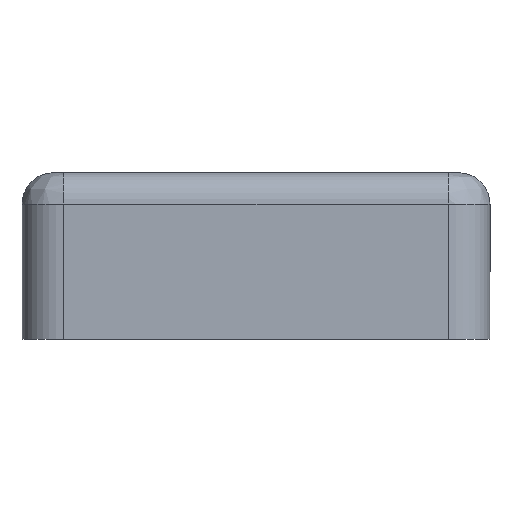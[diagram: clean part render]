
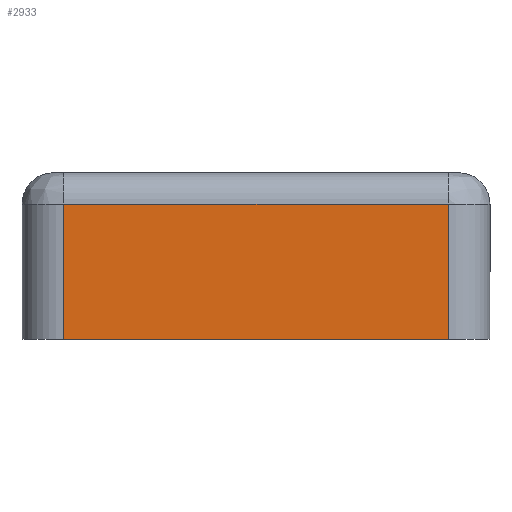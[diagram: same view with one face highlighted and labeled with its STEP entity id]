
A CAD part, left-side view. The second image highlights one B-rep face of the part: STEP entity #2933.
In plain terms, the highlighted planar face has unit normal (-1, 0, 0).
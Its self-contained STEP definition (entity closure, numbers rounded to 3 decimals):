
#286 = VERTEX_POINT ( 'NONE', #3393 ) ;
#486 = CARTESIAN_POINT ( 'NONE',  ( -45., 22.5, 16. ) ) ;
#1107 = ORIENTED_EDGE ( 'NONE', *, *, #3678, .F. ) ;
#1108 = VECTOR ( 'NONE', #6308, 1000. ) ;
#1177 = DIRECTION ( 'NONE',  ( 0., 0., -1. ) ) ;
#1674 = EDGE_LOOP ( 'NONE', ( #2081, #5072, #2661, #1107 ) ) ;
#1715 = VECTOR ( 'NONE', #7465, 1000. ) ;
#1822 = FACE_OUTER_BOUND ( 'NONE', #1674, .T. ) ;
#1854 = VECTOR ( 'NONE', #6330, 1000. ) ;
#2058 = LINE ( 'NONE', #2369, #1854 ) ;
#2081 = ORIENTED_EDGE ( 'NONE', *, *, #6393, .F. ) ;
#2157 = CARTESIAN_POINT ( 'NONE',  ( -45., 18.5, 16. ) ) ;
#2369 = CARTESIAN_POINT ( 'NONE',  ( -45., -22.5, 13. ) ) ;
#2379 = CARTESIAN_POINT ( 'NONE',  ( -45., -18.5, 16. ) ) ;
#2510 = VECTOR ( 'NONE', #4188, 1000. ) ;
#2661 = ORIENTED_EDGE ( 'NONE', *, *, #5533, .F. ) ;
#2863 = CARTESIAN_POINT ( 'NONE',  ( -45., 22.5, 0. ) ) ;
#2933 = ADVANCED_FACE ( 'NONE', ( #1822 ), #5774, .F. ) ;
#3393 = CARTESIAN_POINT ( 'NONE',  ( -45., 18.5, 0. ) ) ;
#3678 = EDGE_CURVE ( 'NONE', #8147, #3949, #6407, .T. ) ;
#3949 = VERTEX_POINT ( 'NONE', #5971 ) ;
#4188 = DIRECTION ( 'NONE',  ( 0., 1., 0. ) ) ;
#4250 = LINE ( 'NONE', #2863, #2510 ) ;
#5072 = ORIENTED_EDGE ( 'NONE', *, *, #6686, .F. ) ;
#5129 = DIRECTION ( 'NONE',  ( 1., 0., 0. ) ) ;
#5533 = EDGE_CURVE ( 'NONE', #3949, #286, #4250, .T. ) ;
#5599 = AXIS2_PLACEMENT_3D ( 'NONE', #486, #5129, #1177 ) ;
#5717 = VERTEX_POINT ( 'NONE', #5816 ) ;
#5774 = PLANE ( 'NONE',  #5599 ) ;
#5816 = CARTESIAN_POINT ( 'NONE',  ( -45., 18.5, 13. ) ) ;
#5971 = CARTESIAN_POINT ( 'NONE',  ( -45., -18.5, 0. ) ) ;
#6166 = CARTESIAN_POINT ( 'NONE',  ( -45., -18.5, 13. ) ) ;
#6308 = DIRECTION ( 'NONE',  ( 0., 0., -1. ) ) ;
#6330 = DIRECTION ( 'NONE',  ( 0., -1., 0. ) ) ;
#6393 = EDGE_CURVE ( 'NONE', #5717, #8147, #2058, .T. ) ;
#6407 = LINE ( 'NONE', #2379, #1108 ) ;
#6686 = EDGE_CURVE ( 'NONE', #286, #5717, #7033, .T. ) ;
#7033 = LINE ( 'NONE', #2157, #1715 ) ;
#7465 = DIRECTION ( 'NONE',  ( 0., 0., 1. ) ) ;
#8147 = VERTEX_POINT ( 'NONE', #6166 ) ;
